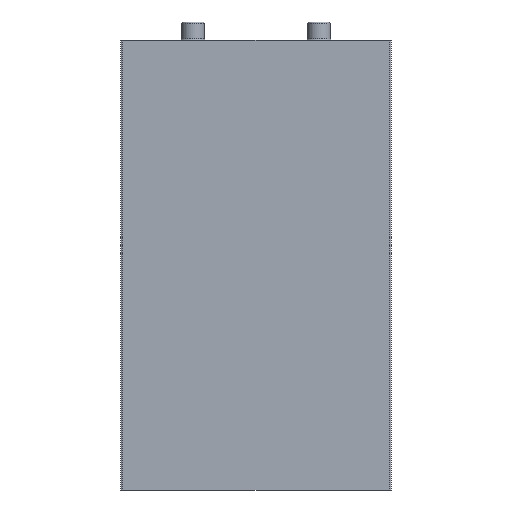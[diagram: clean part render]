
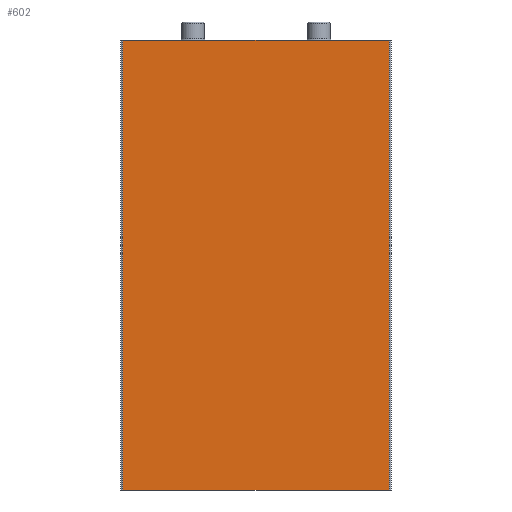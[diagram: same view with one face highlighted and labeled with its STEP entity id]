
A CAD part, front view. The second image highlights one B-rep face of the part: STEP entity #602.
In plain terms, the highlighted planar face has unit normal (0, -1, 0).
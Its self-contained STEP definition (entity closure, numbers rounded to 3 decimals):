
#24=PLANE('',#690);
#70=FACE_OUTER_BOUND('',#110,.T.);
#110=EDGE_LOOP('',(#519,#520,#521,#522));
#132=LINE('',#952,#180);
#139=LINE('',#990,#187);
#159=LINE('',#1055,#207);
#161=LINE('',#1058,#209);
#180=VECTOR('',#752,10.);
#187=VECTOR('',#793,10.);
#207=VECTOR('',#863,10.);
#209=VECTOR('',#867,10.);
#277=VERTEX_POINT('',#949);
#278=VERTEX_POINT('',#951);
#291=VERTEX_POINT('',#987);
#292=VERTEX_POINT('',#989);
#336=EDGE_CURVE('',#277,#278,#132,.T.);
#354=EDGE_CURVE('',#291,#292,#139,.T.);
#387=EDGE_CURVE('',#278,#291,#159,.T.);
#389=EDGE_CURVE('',#292,#277,#161,.T.);
#519=ORIENTED_EDGE('',*,*,#387,.F.);
#520=ORIENTED_EDGE('',*,*,#336,.F.);
#521=ORIENTED_EDGE('',*,*,#389,.F.);
#522=ORIENTED_EDGE('',*,*,#354,.F.);
#602=ADVANCED_FACE('',(#70),#24,.T.);
#690=AXIS2_PLACEMENT_3D('',#1057,#865,#866);
#752=DIRECTION('',(1.,0.,0.));
#793=DIRECTION('',(-1.,0.,0.));
#863=DIRECTION('',(0.,0.,-1.));
#865=DIRECTION('center_axis',(0.,-1.,0.));
#866=DIRECTION('ref_axis',(1.,0.,0.));
#867=DIRECTION('',(0.,0.,1.));
#949=CARTESIAN_POINT('',(-29.584,-0.825,100.));
#951=CARTESIAN_POINT('',(29.584,-0.825,100.));
#952=CARTESIAN_POINT('',(31.839,-0.825,100.));
#987=CARTESIAN_POINT('',(29.584,-0.825,0.));
#989=CARTESIAN_POINT('',(-29.584,-0.825,0.));
#990=CARTESIAN_POINT('',(31.839,-0.825,0.));
#1055=CARTESIAN_POINT('',(29.584,-0.825,0.));
#1057=CARTESIAN_POINT('Origin',(-31.839,-0.825,0.));
#1058=CARTESIAN_POINT('',(-29.584,-0.825,0.));
